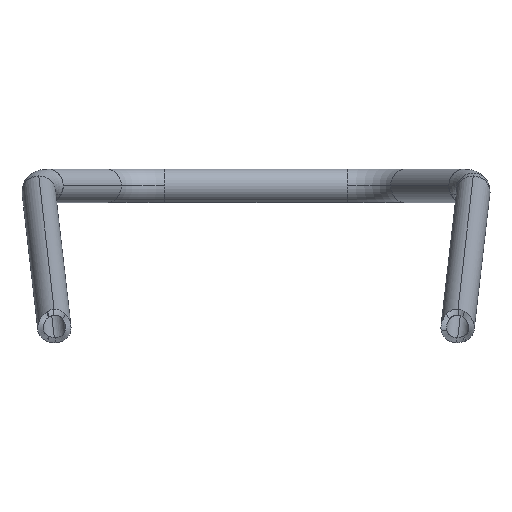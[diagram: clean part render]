
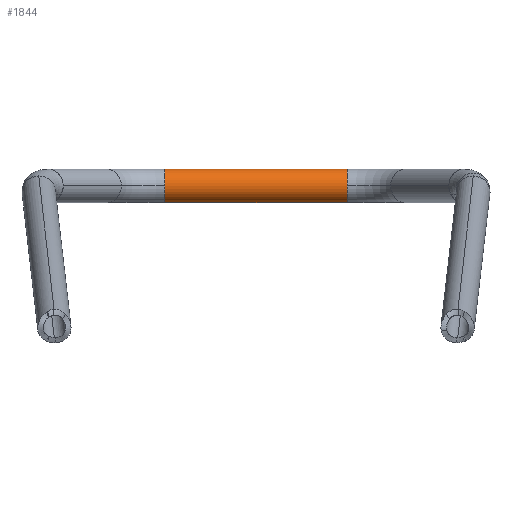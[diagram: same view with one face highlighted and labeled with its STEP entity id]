
A CAD part, front view. The second image highlights one B-rep face of the part: STEP entity #1844.
In plain terms, the highlighted cylindrical face has radius 9.525 mm (diameter 19.05 mm), a partial arc.
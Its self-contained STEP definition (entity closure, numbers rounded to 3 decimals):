
#8 = CARTESIAN_POINT ( 'NONE',  ( -52.003, 40., 348.475 ) ) ;
#17 = ORIENTED_EDGE ( 'NONE', *, *, #869, .F. ) ;
#49 = VECTOR ( 'NONE', #2614, 1000. ) ;
#84 = FACE_OUTER_BOUND ( 'NONE', #1003, .T. ) ;
#275 = CARTESIAN_POINT ( 'NONE',  ( 52.003, 40., 358. ) ) ;
#375 = EDGE_CURVE ( 'NONE', #1296, #1702, #3034, .T. ) ;
#617 = ORIENTED_EDGE ( 'NONE', *, *, #810, .F. ) ;
#692 = CIRCLE ( 'NONE', #2220, 9.525 ) ;
#771 = DIRECTION ( 'NONE',  ( 0., 0., -1. ) ) ;
#810 = EDGE_CURVE ( 'NONE', #2627, #1296, #3533, .T. ) ;
#836 = CARTESIAN_POINT ( 'NONE',  ( -52.003, 40., 367.525 ) ) ;
#869 = EDGE_CURVE ( 'NONE', #1702, #1339, #692, .T. ) ;
#934 = DIRECTION ( 'NONE',  ( 0., -1., 0. ) ) ;
#1003 = EDGE_LOOP ( 'NONE', ( #2267, #617, #1103, #17 ) ) ;
#1103 = ORIENTED_EDGE ( 'NONE', *, *, #3748, .T. ) ;
#1259 = CARTESIAN_POINT ( 'NONE',  ( -52.003, 40., 358. ) ) ;
#1296 = VERTEX_POINT ( 'NONE', #836 ) ;
#1339 = VERTEX_POINT ( 'NONE', #3673 ) ;
#1520 = CARTESIAN_POINT ( 'NONE',  ( -52.003, 40., 348.475 ) ) ;
#1533 = DIRECTION ( 'NONE',  ( 0., 1., 0. ) ) ;
#1701 = CARTESIAN_POINT ( 'NONE',  ( -52.003, 40., 358. ) ) ;
#1702 = VERTEX_POINT ( 'NONE', #1846 ) ;
#1844 = ADVANCED_FACE ( 'NONE', ( #84 ), #3904, .T. ) ;
#1846 = CARTESIAN_POINT ( 'NONE',  ( 52.003, 40., 367.525 ) ) ;
#1940 = AXIS2_PLACEMENT_3D ( 'NONE', #1701, #3943, #771 ) ;
#2050 = DIRECTION ( 'NONE',  ( 1., 0., 0. ) ) ;
#2220 = AXIS2_PLACEMENT_3D ( 'NONE', #275, #2773, #1533 ) ;
#2267 = ORIENTED_EDGE ( 'NONE', *, *, #375, .F. ) ;
#2417 = CARTESIAN_POINT ( 'NONE',  ( -52.003, 40., 367.525 ) ) ;
#2487 = DIRECTION ( 'NONE',  ( -1., 0., 0. ) ) ;
#2551 = LINE ( 'NONE', #8, #49 ) ;
#2614 = DIRECTION ( 'NONE',  ( 1., 0., 0. ) ) ;
#2627 = VERTEX_POINT ( 'NONE', #1520 ) ;
#2773 = DIRECTION ( 'NONE',  ( 1., 0., 0. ) ) ;
#3012 = VECTOR ( 'NONE', #2050, 1000. ) ;
#3034 = LINE ( 'NONE', #2417, #3012 ) ;
#3533 = CIRCLE ( 'NONE', #4012, 9.525 ) ;
#3673 = CARTESIAN_POINT ( 'NONE',  ( 52.003, 40., 348.475 ) ) ;
#3748 = EDGE_CURVE ( 'NONE', #2627, #1339, #2551, .T. ) ;
#3904 = CYLINDRICAL_SURFACE ( 'NONE', #1940, 9.525 ) ;
#3943 = DIRECTION ( 'NONE',  ( 1., 0., 0. ) ) ;
#4012 = AXIS2_PLACEMENT_3D ( 'NONE', #1259, #2487, #934 ) ;
